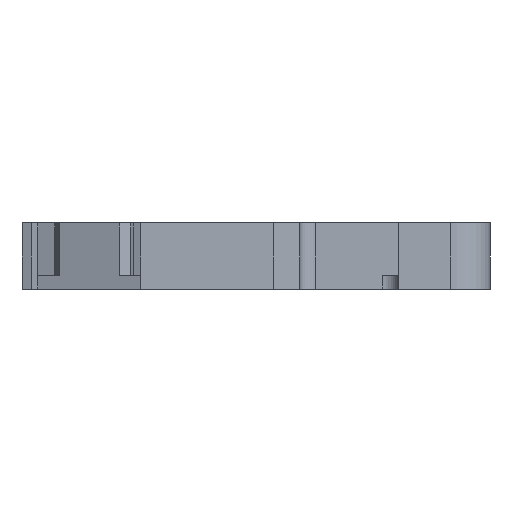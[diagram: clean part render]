
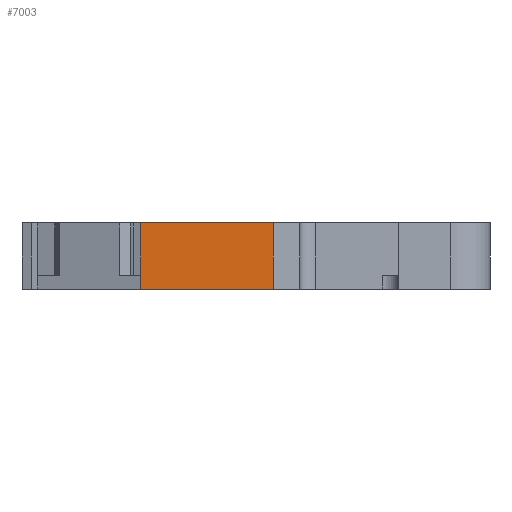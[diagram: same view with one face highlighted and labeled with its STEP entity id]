
A CAD part, left-side view. The second image highlights one B-rep face of the part: STEP entity #7003.
In plain terms, the highlighted planar face has unit normal (-1, 0, 0).
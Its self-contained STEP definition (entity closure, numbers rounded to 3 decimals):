
#862 = VERTEX_POINT ( 'NONE', #11680 ) ;
#902 = VERTEX_POINT ( 'NONE', #7126 ) ;
#1393 = ORIENTED_EDGE ( 'NONE', *, *, #5431, .F. ) ;
#1467 = LINE ( 'NONE', #2400, #7352 ) ;
#1515 = FACE_OUTER_BOUND ( 'NONE', #10453, .T. ) ;
#2030 = LINE ( 'NONE', #9607, #12200 ) ;
#2400 = CARTESIAN_POINT ( 'NONE',  ( -60.95, 19.5, 0. ) ) ;
#3593 = VERTEX_POINT ( 'NONE', #8888 ) ;
#3625 = VERTEX_POINT ( 'NONE', #7363 ) ;
#3954 = DIRECTION ( 'NONE',  ( 0., 1., 0. ) ) ;
#4812 = VECTOR ( 'NONE', #11301, 1000. ) ;
#5431 = EDGE_CURVE ( 'NONE', #3593, #3625, #12058, .T. ) ;
#6053 = AXIS2_PLACEMENT_3D ( 'NONE', #7671, #7909, #7622 ) ;
#6314 = EDGE_CURVE ( 'NONE', #902, #862, #10288, .T. ) ;
#7003 = ADVANCED_FACE ( 'NONE', ( #1515 ), #7642, .T. ) ;
#7126 = CARTESIAN_POINT ( 'NONE',  ( -60.95, 19.5, 5. ) ) ;
#7352 = VECTOR ( 'NONE', #9963, 1000. ) ;
#7363 = CARTESIAN_POINT ( 'NONE',  ( -60.95, 9.5, 0. ) ) ;
#7622 = DIRECTION ( 'NONE',  ( 0., 0., 1. ) ) ;
#7642 = PLANE ( 'NONE',  #6053 ) ;
#7671 = CARTESIAN_POINT ( 'NONE',  ( -60.95, 19.5, 5. ) ) ;
#7909 = DIRECTION ( 'NONE',  ( -1., 0., 0. ) ) ;
#8001 = VECTOR ( 'NONE', #9842, 1000. ) ;
#8677 = EDGE_CURVE ( 'NONE', #862, #3625, #1467, .T. ) ;
#8888 = CARTESIAN_POINT ( 'NONE',  ( -60.95, 9.5, 5. ) ) ;
#9148 = CARTESIAN_POINT ( 'NONE',  ( -60.95, 9.5, 5. ) ) ;
#9184 = ORIENTED_EDGE ( 'NONE', *, *, #8677, .T. ) ;
#9530 = ORIENTED_EDGE ( 'NONE', *, *, #11306, .T. ) ;
#9607 = CARTESIAN_POINT ( 'NONE',  ( -60.95, 19.5, 5. ) ) ;
#9842 = DIRECTION ( 'NONE',  ( 0., 0., -1. ) ) ;
#9963 = DIRECTION ( 'NONE',  ( 0., -1., 0. ) ) ;
#10230 = ORIENTED_EDGE ( 'NONE', *, *, #6314, .T. ) ;
#10288 = LINE ( 'NONE', #10543, #8001 ) ;
#10453 = EDGE_LOOP ( 'NONE', ( #9530, #10230, #9184, #1393 ) ) ;
#10543 = CARTESIAN_POINT ( 'NONE',  ( -60.95, 19.5, 5. ) ) ;
#11301 = DIRECTION ( 'NONE',  ( 0., 0., -1. ) ) ;
#11306 = EDGE_CURVE ( 'NONE', #3593, #902, #2030, .T. ) ;
#11680 = CARTESIAN_POINT ( 'NONE',  ( -60.95, 19.5, 0. ) ) ;
#12058 = LINE ( 'NONE', #9148, #4812 ) ;
#12200 = VECTOR ( 'NONE', #3954, 1000. ) ;
